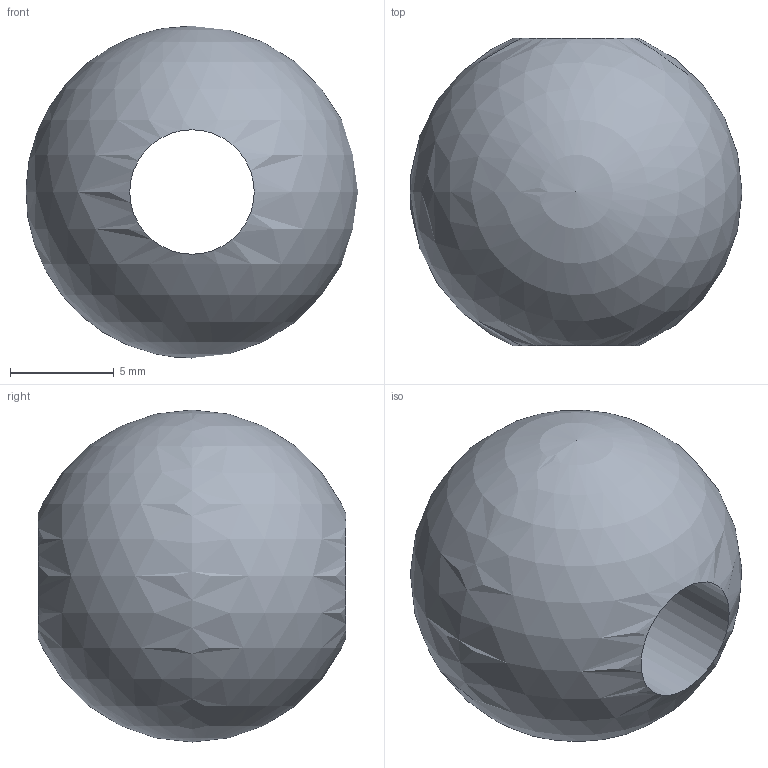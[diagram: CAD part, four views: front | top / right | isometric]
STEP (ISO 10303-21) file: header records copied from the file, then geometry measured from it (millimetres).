
FILE_DESCRIPTION (( 'STEP AP203' ), '1' );
FILE_NAME ('3552.step', '2020-05-28T09:38:42', ( '' ), ( '' ), 'SwSTEP 2.0', 'SolidWorks 2015', '' );
FILE_SCHEMA (( 'CONFIG_CONTROL_DESIGN' ));
Length unit declared in the file: millimetre
Products named in the file (1): 3552
Bounding box: 16 x 14.83 x 16 mm (x, y, z)
Volume: 1708.5 mm3; surface area: 1028 mm2
Topology: 1 solids, 1 shells, 176 faces, 483 edges, 322 vertices
Faces by surface type: bspline 84, plane 75, cylinder 16, sphere 1
Full cylindrical faces by diameter (mm): 6 x1
Entity records: 8888 total; most frequent: CARTESIAN_POINT 4904, ORIENTED_EDGE 958, DIRECTION 553, EDGE_CURVE 479, VERTEX_POINT 320, LINE 227, VECTOR 227, EDGE_LOOP 193
